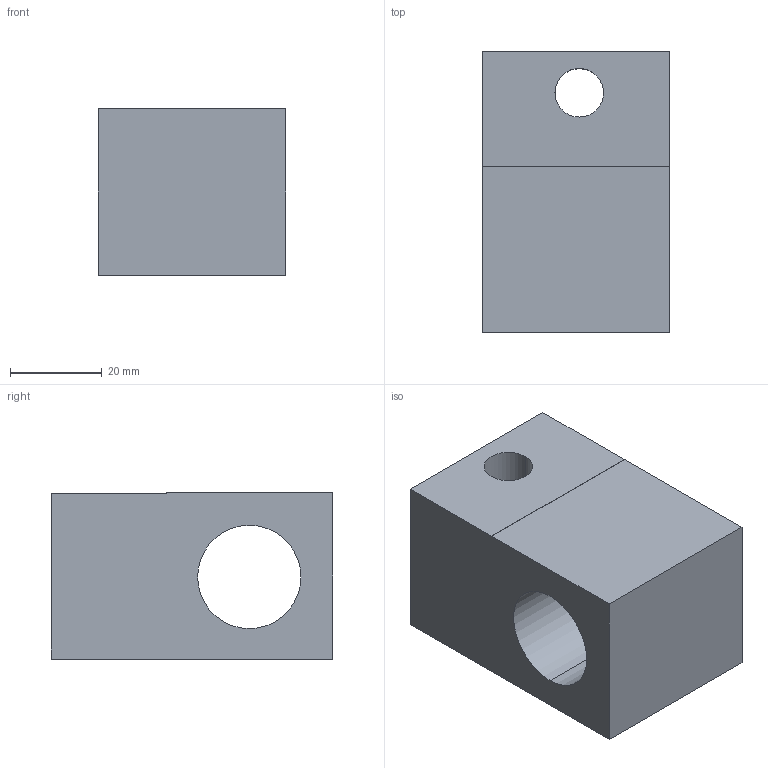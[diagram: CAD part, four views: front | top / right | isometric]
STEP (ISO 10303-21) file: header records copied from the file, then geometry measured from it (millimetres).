
FILE_DESCRIPTION((''),'2;1');
FILE_NAME('JI','2018-01-22T22:50:36',('psvss'),(''),'CREO PARAMETRIC BY PTC INC, 2016390','CREO PARAMETRIC BY PTC INC, 2016390','');
FILE_SCHEMA(('CONFIG_CONTROL_DESIGN'));
Length unit declared in the file: millimetre
Products named in the file (1): JI
Bounding box: 40.9 x 61.29 x 36.15 mm (x, y, z)
Volume: 71136.6 mm3; surface area: 15516.4 mm2
Topology: 1 solids, 1 shells, 13 faces, 33 edges, 22 vertices
Faces by surface type: plane 9, cylinder 4
Entity records: 441 total; most frequent: CARTESIAN_POINT 68, DIRECTION 67, ORIENTED_EDGE 66, EDGE_CURVE 33, VECTOR 25, LINE 25, VERTEX_POINT 22, AXIS2_PLACEMENT_3D 21
